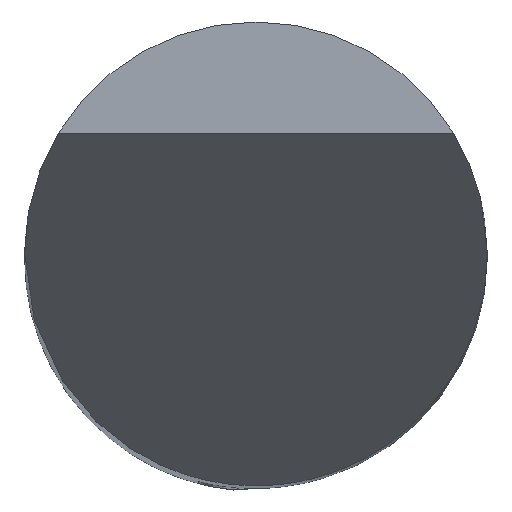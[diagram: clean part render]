
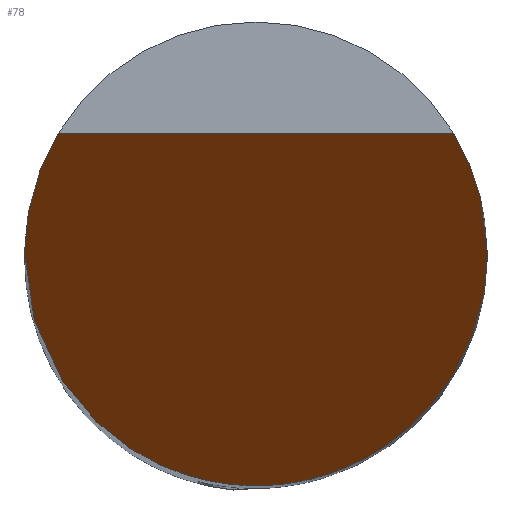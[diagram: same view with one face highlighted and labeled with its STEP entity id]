
A CAD part, top view. The second image highlights one B-rep face of the part: STEP entity #78.
In plain terms, the highlighted planar face has unit normal (0, -0.866, 0.5).
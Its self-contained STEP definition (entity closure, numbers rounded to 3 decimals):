
#78=ADVANCED_FACE('',(#119),#100,.T.);
#100=PLANE('',#556);
#119=FACE_OUTER_BOUND('',#146,.T.);
#146=EDGE_LOOP('',(#222,#223,#224,#225));
#222=ORIENTED_EDGE('',*,*,#382,.T.);
#223=ORIENTED_EDGE('',*,*,#383,.T.);
#224=ORIENTED_EDGE('',*,*,#384,.T.);
#225=ORIENTED_EDGE('',*,*,#385,.T.);
#329=VERTEX_POINT('',#897);
#330=VERTEX_POINT('',#898);
#331=VERTEX_POINT('',#905);
#332=VERTEX_POINT('',#910);
#382=EDGE_CURVE('',#329,#330,#428,.T.);
#383=EDGE_CURVE('',#330,#331,#488,.T.);
#384=EDGE_CURVE('',#331,#332,#489,.T.);
#385=EDGE_CURVE('',#332,#329,#490,.T.);
#428=LINE('',#899,#457);
#457=VECTOR('',#630,1.);
#488=(
BOUNDED_CURVE()
B_SPLINE_CURVE(3,(#901,#902,#903,#904),.UNSPECIFIED.,.F.,.F.)
B_SPLINE_CURVE_WITH_KNOTS((4,4),(0.,1.),.UNSPECIFIED.)
CURVE()
GEOMETRIC_REPRESENTATION_ITEM()
RATIONAL_B_SPLINE_CURVE((1.,0.975,0.975,1.))
REPRESENTATION_ITEM('')
);
#489=(
BOUNDED_CURVE()
B_SPLINE_CURVE(3,(#906,#907,#908,#909),.UNSPECIFIED.,.F.,.F.)
B_SPLINE_CURVE_WITH_KNOTS((4,4),(0.,1.),.UNSPECIFIED.)
CURVE()
GEOMETRIC_REPRESENTATION_ITEM()
RATIONAL_B_SPLINE_CURVE((1.,0.333,0.333,1.))
REPRESENTATION_ITEM('')
);
#490=(
BOUNDED_CURVE()
B_SPLINE_CURVE(3,(#911,#912,#913,#914),.UNSPECIFIED.,.F.,.F.)
B_SPLINE_CURVE_WITH_KNOTS((4,4),(0.,1.),.UNSPECIFIED.)
CURVE()
GEOMETRIC_REPRESENTATION_ITEM()
RATIONAL_B_SPLINE_CURVE((1.,0.975,0.975,1.))
REPRESENTATION_ITEM('')
);
#556=AXIS2_PLACEMENT_3D('',#915,#633,#634);
#630=DIRECTION('',(-1.,0.,0.));
#633=DIRECTION('',(0.,-0.866,0.5));
#634=DIRECTION('',(0.,0.5,0.866));
#897=CARTESIAN_POINT('',(2.136,1.299,2.25));
#898=CARTESIAN_POINT('',(-2.136,1.299,2.25));
#899=CARTESIAN_POINT('',(-57.597,1.299,2.25));
#901=CARTESIAN_POINT('',(-2.136,1.299,2.25));
#902=CARTESIAN_POINT('',(-2.376,0.905,1.568));
#903=CARTESIAN_POINT('',(-2.5,0.461,0.799));
#904=CARTESIAN_POINT('',(-2.5,0.,0.));
#905=CARTESIAN_POINT('',(-2.5,0.,0.));
#906=CARTESIAN_POINT('',(-2.5,0.,0.));
#907=CARTESIAN_POINT('',(-2.5,-5.,-8.66));
#908=CARTESIAN_POINT('',(2.5,-5.,-8.66));
#909=CARTESIAN_POINT('',(2.5,0.,0.));
#910=CARTESIAN_POINT('',(2.5,0.,0.));
#911=CARTESIAN_POINT('',(2.5,0.,0.));
#912=CARTESIAN_POINT('',(2.5,0.461,0.799));
#913=CARTESIAN_POINT('',(2.376,0.905,1.568));
#914=CARTESIAN_POINT('',(2.136,1.299,2.25));
#915=CARTESIAN_POINT('',(-57.597,4.054,7.021));
